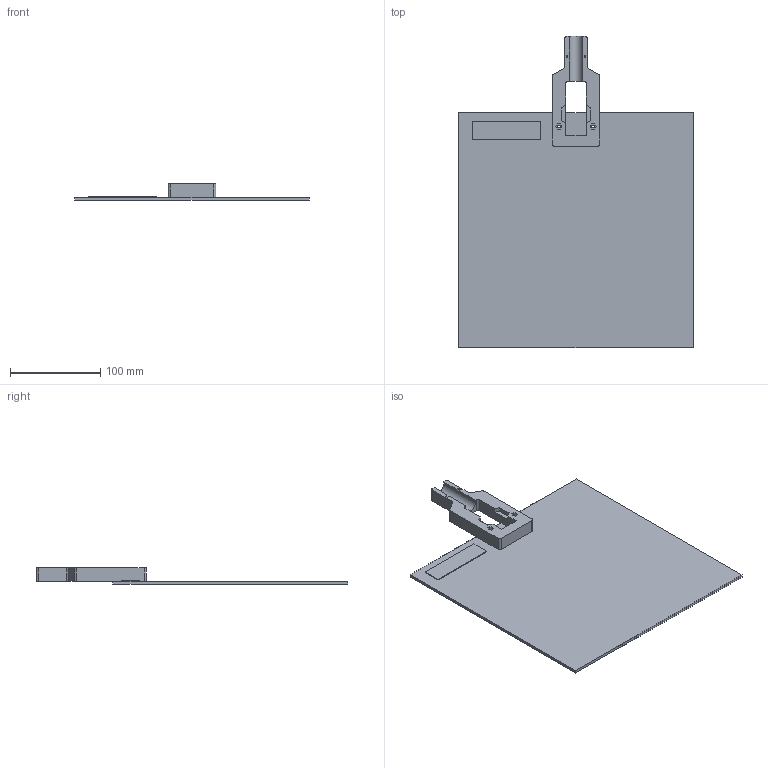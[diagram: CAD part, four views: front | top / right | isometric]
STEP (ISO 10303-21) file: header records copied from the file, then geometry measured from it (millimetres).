
FILE_DESCRIPTION(/* description */ (''),/* implementation_level */ '2;1');
FILE_NAME(/* name */ 'bed-strain-relief.step',/* time_stamp */ '2018-09-10T23:43:48-06:00',/* author */ ('***REMOVED***'),/* organization */ (''),/* preprocessor_version */ 'ST-DEVELOPER v17.2',/* originating_system */ 'Autodesk Translation Framework v7.6.0.251',/* authorisation */ '');
FILE_SCHEMA (('AUTOMOTIVE_DESIGN { 1 0 10303 214 3 1 1 }'));
Length unit declared in the file: millimetre
Products named in the file (3): bed strain relief; BedPlate; WireSupportBracket
Assembly tree (2 placements, depth 2):
  bed strain relief
    BedPlate
    WireSupportBracket
Bounding box: 260.35 x 345.35 x 18.18 mm (x, y, z)
Volume: 268296.9 mm3; surface area: 155745.6 mm2
Topology: 2 solids, 2 shells, 78 faces, 214 edges, 140 vertices
Faces by surface type: plane 61, cylinder 17
Full cylindrical faces by diameter (mm): 3.175 x4
Entity records: 2557 total; most frequent: CARTESIAN_POINT 437, ORIENTED_EDGE 428, DIRECTION 414, EDGE_CURVE 214, LINE 180, VECTOR 180, VERTEX_POINT 140, AXIS2_PLACEMENT_3D 117
